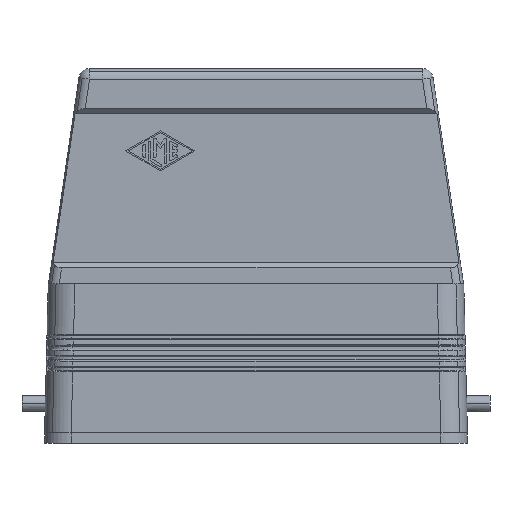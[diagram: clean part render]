
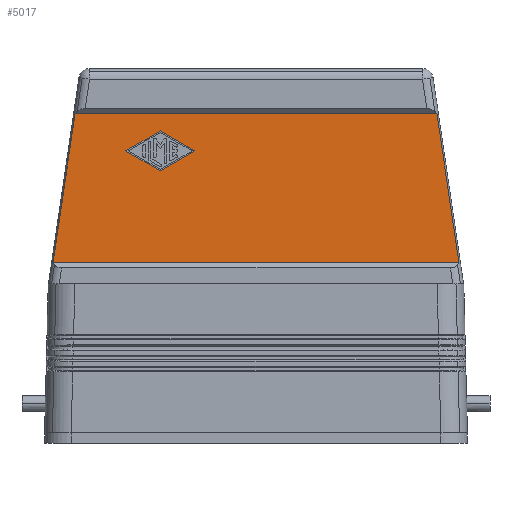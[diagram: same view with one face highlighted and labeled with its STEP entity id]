
A CAD part, front view. The second image highlights one B-rep face of the part: STEP entity #5017.
In plain terms, the highlighted planar face has unit normal (0, -1, 0).
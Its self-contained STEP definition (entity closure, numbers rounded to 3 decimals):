
#4207=CARTESIAN_POINT('',(-11.5,-17.0,55.));
#4208=VERTEX_POINT('',#4207);
#4215=CARTESIAN_POINT('',(-18.,-17.0,58.749));
#4216=VERTEX_POINT('',#4215);
#4217=CARTESIAN_POINT('',(-18.,-17.0,58.749));
#4218=DIRECTION('',(0.866,0.0,-0.5));
#4219=VECTOR('',#4218,7.504);
#4220=LINE('',#4217,#4219);
#4221=EDGE_CURVE('',#4216,#4208,#4220,.T.);
#4245=CARTESIAN_POINT('',(-18.0,-17.0,51.251));
#4246=VERTEX_POINT('',#4245);
#4253=CARTESIAN_POINT('',(-11.5,-17.0,55.));
#4254=DIRECTION('',(-0.866,0.0,-0.5));
#4255=VECTOR('',#4254,7.504);
#4256=LINE('',#4253,#4255);
#4257=EDGE_CURVE('',#4208,#4246,#4256,.T.);
#4276=CARTESIAN_POINT('',(-24.5,-17.0,55.));
#4277=VERTEX_POINT('',#4276);
#4284=CARTESIAN_POINT('',(-18.0,-17.0,51.251));
#4285=DIRECTION('',(-0.866,0.0,0.5));
#4286=VECTOR('',#4285,7.504);
#4287=LINE('',#4284,#4286);
#4288=EDGE_CURVE('',#4246,#4277,#4287,.T.);
#4306=CARTESIAN_POINT('',(-24.5,-17.0,55.));
#4307=DIRECTION('',(0.866,0.0,0.5));
#4308=VECTOR('',#4307,7.504);
#4309=LINE('',#4306,#4308);
#4310=EDGE_CURVE('',#4277,#4216,#4309,.T.);
#4972=CARTESIAN_POINT('',(0.0,-17.,62.));
#4973=DIRECTION('',(0.0,1.0,0.0));
#4974=DIRECTION('',(0.0,0.0,1.0));
#4975=AXIS2_PLACEMENT_3D('',#4972,#4973,#4974);
#4976=PLANE('',#4975);
#4977=CARTESIAN_POINT('',(-38.153,-17.,34.0));
#4978=VERTEX_POINT('',#4977);
#4979=CARTESIAN_POINT('',(-34.019,-17.,62.));
#4980=VERTEX_POINT('',#4979);
#4981=CARTESIAN_POINT('',(-38.153,-17.,34.0));
#4982=DIRECTION('',(0.146,0.,0.989));
#4983=VECTOR('',#4982,28.304);
#4984=LINE('',#4981,#4983);
#4985=EDGE_CURVE('',#4978,#4980,#4984,.T.);
#4986=ORIENTED_EDGE('',*,*,#4985,.F.);
#4987=CARTESIAN_POINT('',(38.153,-17.,34.0));
#4988=VERTEX_POINT('',#4987);
#4989=CARTESIAN_POINT('',(38.153,-17.,34.0));
#4990=DIRECTION('',(-1.0,0.0,0.0));
#4991=VECTOR('',#4990,76.307);
#4992=LINE('',#4989,#4991);
#4993=EDGE_CURVE('',#4988,#4978,#4992,.T.);
#4994=ORIENTED_EDGE('',*,*,#4993,.F.);
#4995=CARTESIAN_POINT('',(34.019,-17.,62.));
#4996=VERTEX_POINT('',#4995);
#4997=CARTESIAN_POINT('',(34.019,-17.,62.));
#4998=DIRECTION('',(0.146,0.,-0.989));
#4999=VECTOR('',#4998,28.304);
#5000=LINE('',#4997,#4999);
#5001=EDGE_CURVE('',#4996,#4988,#5000,.T.);
#5002=ORIENTED_EDGE('',*,*,#5001,.F.);
#5003=CARTESIAN_POINT('',(-34.019,-17.,62.));
#5004=DIRECTION('',(1.0,0.0,0.0));
#5005=VECTOR('',#5004,68.038);
#5006=LINE('',#5003,#5005);
#5007=EDGE_CURVE('',#4980,#4996,#5006,.T.);
#5008=ORIENTED_EDGE('',*,*,#5007,.F.);
#5009=EDGE_LOOP('',(#4986,#4994,#5002,#5008));
#5010=FACE_OUTER_BOUND('',#5009,.T.);
#5011=ORIENTED_EDGE('',*,*,#4221,.T.);
#5012=ORIENTED_EDGE('',*,*,#4257,.T.);
#5013=ORIENTED_EDGE('',*,*,#4288,.T.);
#5014=ORIENTED_EDGE('',*,*,#4310,.T.);
#5015=EDGE_LOOP('',(#5011,#5012,#5013,#5014));
#5016=FACE_BOUND('',#5015,.T.);
#5017=ADVANCED_FACE('',(#5010,#5016),#4976,.F.);
